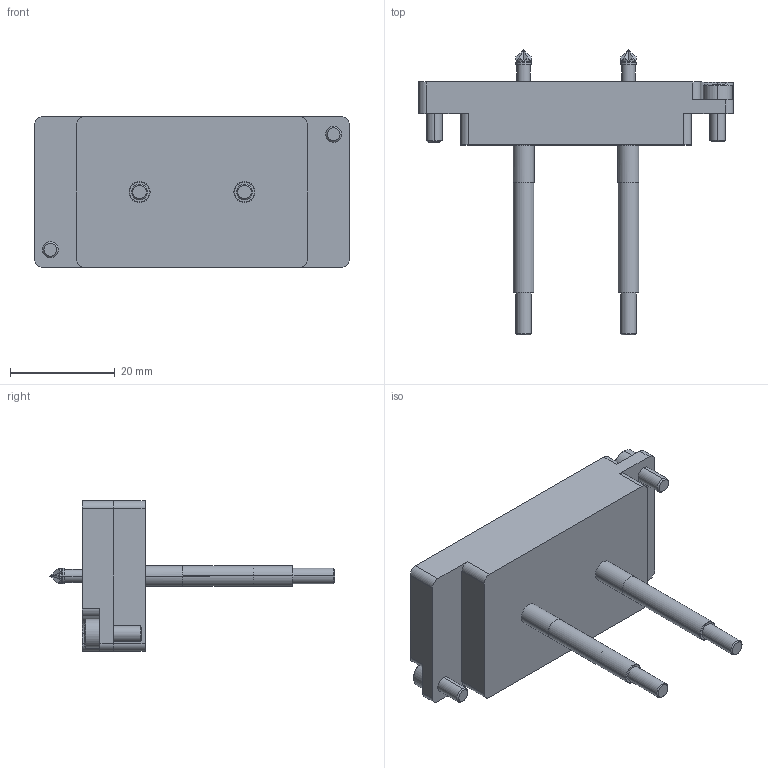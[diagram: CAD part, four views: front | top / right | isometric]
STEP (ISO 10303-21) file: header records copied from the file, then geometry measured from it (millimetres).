
FILE_DESCRIPTION (( 'STEP AP214' ), '1' );
FILE_NAME ('INGUN_31549.STEP', '2023-01-13T10:35:48', ( '' ), ( '' ), 'SwSTEP 2.0', 'SolidWorks 2021', '' );
FILE_SCHEMA (( 'AUTOMOTIVE_DESIGN' ));
Length unit declared in the file: millimetre
Products named in the file (7): HSS-150-0025__ADA~hss_S; INFO_4644~0_SBP-T_Kontaktierung-Seite<S>; 31551~3; 31551~3_S; INGUN_31549; DIN912~n_M03,0x008; KS-150-Master__ADA~ks_KS-150 M3 M3-R
Assembly tree (9 placements, depth 3):
  INGUN_31549
    31551~3_S
      31551~3
      INFO_4644~0_SBP-T_Kontaktierung-Seite<S>
    DIN912~n_M03,0x008  x2
    KS-150-Master__ADA~ks_KS-150 M3 M3-R  x2
    HSS-150-0025__ADA~hss_S  x2
Bounding box: 60 x 54.5 x 28.7 mm (x, y, z)
Volume: 15264.3 mm3; surface area: 8477.7 mm2
Topology: 14 solids, 14 shells, 858 faces, 2133 edges, 1324 vertices
Faces by surface type: plane 514, cylinder 226, bspline 54, cone 40, torus 24
Entity records: 15137 total; most frequent: CARTESIAN_POINT 3462, DIRECTION 2392, ORIENTED_EDGE 2352, EDGE_CURVE 1176, AXIS2_PLACEMENT_3D 892, VERTEX_POINT 735, LINE 608, VECTOR 608
